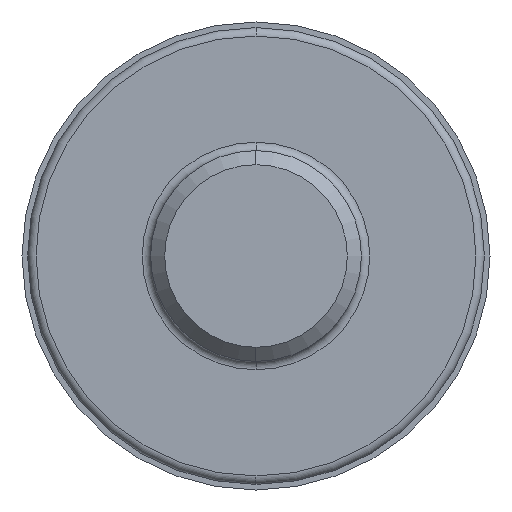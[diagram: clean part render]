
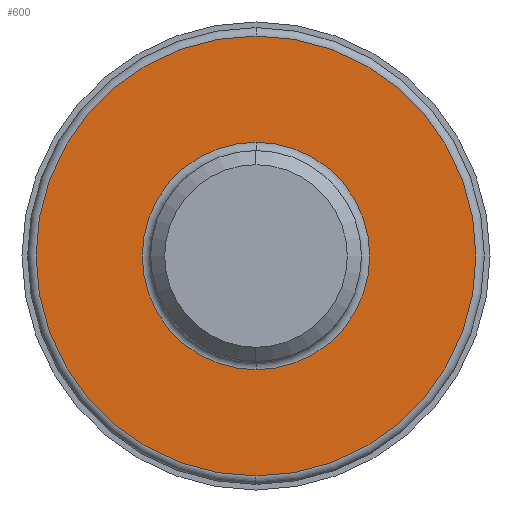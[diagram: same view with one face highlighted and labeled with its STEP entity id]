
A CAD part, left-side view. The second image highlights one B-rep face of the part: STEP entity #600.
In plain terms, the highlighted planar face has unit normal (-1, 0, 0).
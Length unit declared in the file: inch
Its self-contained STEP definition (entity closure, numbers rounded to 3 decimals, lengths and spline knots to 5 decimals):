
#18 = AXIS2_PLACEMENT_3D ( 'NONE', #779, #473, #720 ) ;
#23 = CARTESIAN_POINT ( 'NONE',  ( 2.12, 0., -0.40485 ) ) ;
#67 = EDGE_LOOP ( 'NONE', ( #287, #172 ) ) ;
#69 = CARTESIAN_POINT ( 'NONE',  ( 2.12, 0., 0. ) ) ;
#76 = FACE_OUTER_BOUND ( 'NONE', #420, .T. ) ;
#90 = PLANE ( 'NONE',  #167 ) ;
#94 = DIRECTION ( 'NONE',  ( 0., 0., 1. ) ) ;
#135 = AXIS2_PLACEMENT_3D ( 'NONE', #69, #594, #323 ) ;
#143 = EDGE_CURVE ( 'NONE', #620, #349, #308, .T. ) ;
#167 = AXIS2_PLACEMENT_3D ( 'NONE', #706, #698, #327 ) ;
#172 = ORIENTED_EDGE ( 'NONE', *, *, #143, .F. ) ;
#186 = EDGE_CURVE ( 'NONE', #573, #484, #348, .T. ) ;
#251 = ORIENTED_EDGE ( 'NONE', *, *, #186, .T. ) ;
#253 = DIRECTION ( 'NONE',  ( 0., 0., 1. ) ) ;
#267 = AXIS2_PLACEMENT_3D ( 'NONE', #306, #694, #253 ) ;
#270 = CARTESIAN_POINT ( 'NONE',  ( 2.12, 0., 0.40485 ) ) ;
#287 = ORIENTED_EDGE ( 'NONE', *, *, #446, .F. ) ;
#306 = CARTESIAN_POINT ( 'NONE',  ( 2.12, 0., 0. ) ) ;
#308 = CIRCLE ( 'NONE', #135, 0.40485 ) ;
#323 = DIRECTION ( 'NONE',  ( 0., 0., 1. ) ) ;
#327 = DIRECTION ( 'NONE',  ( 0., 0., -1. ) ) ;
#347 = CARTESIAN_POINT ( 'NONE',  ( 2.12, 0., 0. ) ) ;
#348 = CIRCLE ( 'NONE', #267, 0.7825 ) ;
#349 = VERTEX_POINT ( 'NONE', #270 ) ;
#373 = CIRCLE ( 'NONE', #18, 0.7825 ) ;
#377 = ORIENTED_EDGE ( 'NONE', *, *, #631, .T. ) ;
#420 = EDGE_LOOP ( 'NONE', ( #377, #251 ) ) ;
#426 = CARTESIAN_POINT ( 'NONE',  ( 2.12, 0., 0.7825 ) ) ;
#446 = EDGE_CURVE ( 'NONE', #349, #620, #591, .T. ) ;
#473 = DIRECTION ( 'NONE',  ( -1., 0., 0. ) ) ;
#483 = DIRECTION ( 'NONE',  ( -1., 0., 0. ) ) ;
#484 = VERTEX_POINT ( 'NONE', #426 ) ;
#573 = VERTEX_POINT ( 'NONE', #710 ) ;
#591 = CIRCLE ( 'NONE', #817, 0.40485 ) ;
#594 = DIRECTION ( 'NONE',  ( -1., 0., 0. ) ) ;
#600 = ADVANCED_FACE ( 'NONE', ( #660, #76 ), #90, .F. ) ;
#620 = VERTEX_POINT ( 'NONE', #23 ) ;
#631 = EDGE_CURVE ( 'NONE', #484, #573, #373, .T. ) ;
#660 = FACE_BOUND ( 'NONE', #67, .T. ) ;
#694 = DIRECTION ( 'NONE',  ( -1., 0., 0. ) ) ;
#698 = DIRECTION ( 'NONE',  ( 1., 0., 0. ) ) ;
#706 = CARTESIAN_POINT ( 'NONE',  ( 2.12, 0.7825, 0. ) ) ;
#710 = CARTESIAN_POINT ( 'NONE',  ( 2.12, 0., -0.7825 ) ) ;
#720 = DIRECTION ( 'NONE',  ( 0., 0., 1. ) ) ;
#779 = CARTESIAN_POINT ( 'NONE',  ( 2.12, 0., 0. ) ) ;
#817 = AXIS2_PLACEMENT_3D ( 'NONE', #347, #483, #94 ) ;
